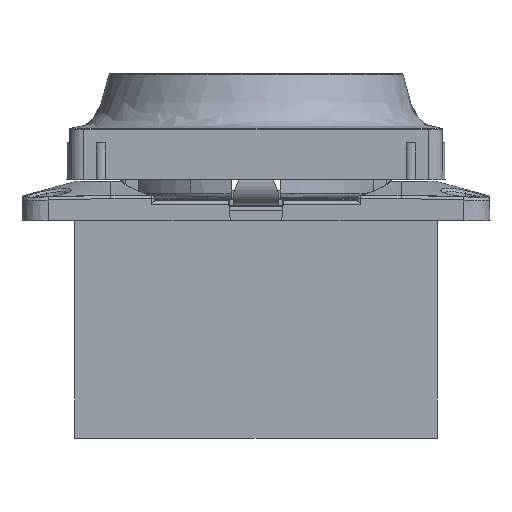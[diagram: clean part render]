
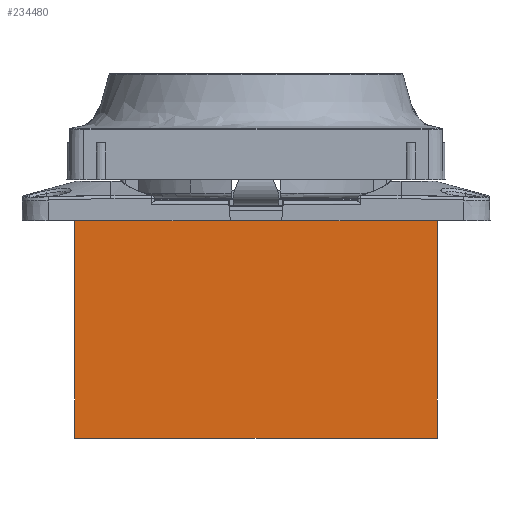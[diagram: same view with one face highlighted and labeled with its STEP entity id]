
A CAD part, front view. The second image highlights one B-rep face of the part: STEP entity #234480.
In plain terms, the highlighted planar face has unit normal (0, -1, 0).
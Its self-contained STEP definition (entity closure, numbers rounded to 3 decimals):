
#234439=AXIS2_PLACEMENT_3D('Plane Axis2P3D',#234436,#234437,#234438) ;
#100227=CARTESIAN_POINT('Vertex',(-27.5,-27.5,0.)) ;
#100230=CARTESIAN_POINT('Line Origine',(-27.497,-27.5,0.)) ;
#100234=CARTESIAN_POINT('Vertex',(-27.494,-27.5,0.)) ;
#100309=CARTESIAN_POINT('Vertex',(-25.159,-27.5,0.)) ;
#100312=CARTESIAN_POINT('Line Origine',(-14.529,-27.5,0.)) ;
#100316=CARTESIAN_POINT('Vertex',(-3.9,-27.5,0.)) ;
#100337=CARTESIAN_POINT('Vertex',(3.9,-27.5,0.)) ;
#100340=CARTESIAN_POINT('Line Origine',(14.037,-27.5,0.)) ;
#100344=CARTESIAN_POINT('Vertex',(24.174,-27.5,0.)) ;
#100439=CARTESIAN_POINT('Vertex',(27.494,-27.5,0.)) ;
#100442=CARTESIAN_POINT('Line Origine',(27.497,-27.5,0.)) ;
#100446=CARTESIAN_POINT('Vertex',(27.5,-27.5,0.)) ;
#234393=CARTESIAN_POINT('Vertex',(-27.5,-27.5,-33.)) ;
#234396=CARTESIAN_POINT('Line Origine',(-27.5,-27.5,-16.5)) ;
#234436=CARTESIAN_POINT('Axis2P3D Location',(27.5,-27.5,0.)) ;
#234441=CARTESIAN_POINT('Line Origine',(0.,-27.5,-33.)) ;
#234445=CARTESIAN_POINT('Vertex',(27.5,-27.5,-33.)) ;
#234448=CARTESIAN_POINT('Line Origine',(27.5,-27.5,-16.5)) ;
#234453=CARTESIAN_POINT('Line Origine',(25.834,-27.5,0.)) ;
#234458=CARTESIAN_POINT('Line Origine',(0.,-27.5,0.)) ;
#234463=CARTESIAN_POINT('Line Origine',(-26.326,-27.5,0.)) ;
#100231=DIRECTION('Vector Direction',(-1.,0.,0.)) ;
#100313=DIRECTION('Vector Direction',(-1.,0.,0.)) ;
#100341=DIRECTION('Vector Direction',(-1.,0.,0.)) ;
#100443=DIRECTION('Vector Direction',(-1.,0.,0.)) ;
#234397=DIRECTION('Vector Direction',(0.,0.,-1.)) ;
#234437=DIRECTION('Axis2P3D Direction',(-0.,-1.,-0.)) ;
#234438=DIRECTION('Axis2P3D XDirection',(-1.,0.,0.)) ;
#234442=DIRECTION('Vector Direction',(-1.,0.,0.)) ;
#234449=DIRECTION('Vector Direction',(0.,0.,-1.)) ;
#234454=DIRECTION('Vector Direction',(-1.,0.,0.)) ;
#234459=DIRECTION('Vector Direction',(-1.,0.,0.)) ;
#234464=DIRECTION('Vector Direction',(-1.,0.,0.)) ;
#100232=VECTOR('Line Direction',#100231,1.) ;
#100314=VECTOR('Line Direction',#100313,1.) ;
#100342=VECTOR('Line Direction',#100341,1.) ;
#100444=VECTOR('Line Direction',#100443,1.) ;
#234398=VECTOR('Line Direction',#234397,1.) ;
#234443=VECTOR('Line Direction',#234442,1.) ;
#234450=VECTOR('Line Direction',#234449,1.) ;
#234455=VECTOR('Line Direction',#234454,1.) ;
#234460=VECTOR('Line Direction',#234459,1.) ;
#234465=VECTOR('Line Direction',#234464,1.) ;
#234469=ORIENTED_EDGE('',*,*,#234447,.T.) ;
#234470=ORIENTED_EDGE('',*,*,#234452,.F.) ;
#234471=ORIENTED_EDGE('',*,*,#100448,.F.) ;
#234472=ORIENTED_EDGE('',*,*,#234457,.F.) ;
#234473=ORIENTED_EDGE('',*,*,#100346,.F.) ;
#234474=ORIENTED_EDGE('',*,*,#234462,.F.) ;
#234475=ORIENTED_EDGE('',*,*,#100318,.F.) ;
#234476=ORIENTED_EDGE('',*,*,#234467,.F.) ;
#234477=ORIENTED_EDGE('',*,*,#100236,.F.) ;
#234478=ORIENTED_EDGE('',*,*,#234400,.T.) ;
#234480=ADVANCED_FACE('PartBody',(#234479),#234440,.T.) ;
#100236=EDGE_CURVE('',#100228,#100235,#100233,.F.) ;
#100318=EDGE_CURVE('',#100310,#100317,#100315,.F.) ;
#100346=EDGE_CURVE('',#100338,#100345,#100343,.F.) ;
#100448=EDGE_CURVE('',#100440,#100447,#100445,.F.) ;
#234400=EDGE_CURVE('',#100228,#234394,#234399,.T.) ;
#234447=EDGE_CURVE('',#234394,#234446,#234444,.F.) ;
#234452=EDGE_CURVE('',#100447,#234446,#234451,.T.) ;
#234457=EDGE_CURVE('',#100345,#100440,#234456,.F.) ;
#234462=EDGE_CURVE('',#100317,#100338,#234461,.F.) ;
#234467=EDGE_CURVE('',#100235,#100310,#234466,.F.) ;
#234468=EDGE_LOOP('',(#234469,#234470,#234471,#234472,#234473,#234474,#234475,#234476,#234477,#234478)) ;
#234479=FACE_OUTER_BOUND('',#234468,.T.) ;
#100233=LINE('Line',#100230,#100232) ;
#100315=LINE('Line',#100312,#100314) ;
#100343=LINE('Line',#100340,#100342) ;
#100445=LINE('Line',#100442,#100444) ;
#234399=LINE('Line',#234396,#234398) ;
#234444=LINE('Line',#234441,#234443) ;
#234451=LINE('Line',#234448,#234450) ;
#234456=LINE('Line',#234453,#234455) ;
#234461=LINE('Line',#234458,#234460) ;
#234466=LINE('Line',#234463,#234465) ;
#234440=PLANE('',#234439) ;
#100228=VERTEX_POINT('',#100227) ;
#100235=VERTEX_POINT('',#100234) ;
#100310=VERTEX_POINT('',#100309) ;
#100317=VERTEX_POINT('',#100316) ;
#100338=VERTEX_POINT('',#100337) ;
#100345=VERTEX_POINT('',#100344) ;
#100440=VERTEX_POINT('',#100439) ;
#100447=VERTEX_POINT('',#100446) ;
#234394=VERTEX_POINT('',#234393) ;
#234446=VERTEX_POINT('',#234445) ;
